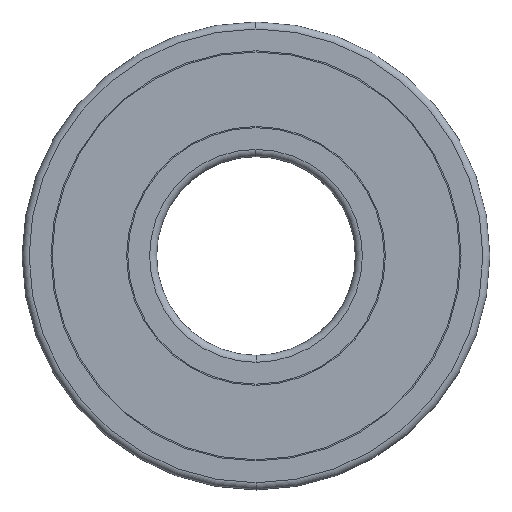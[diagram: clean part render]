
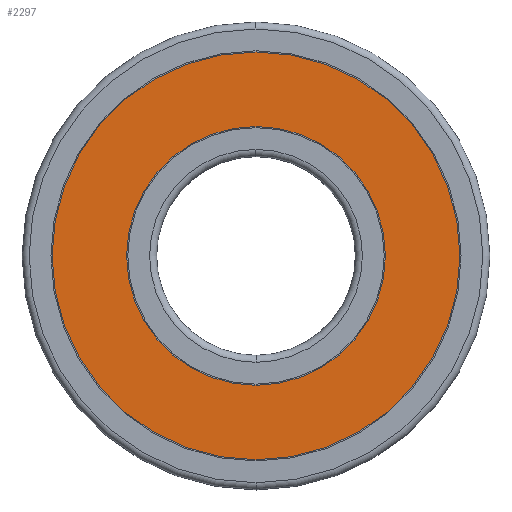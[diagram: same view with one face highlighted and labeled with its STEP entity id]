
A CAD part, top view. The second image highlights one B-rep face of the part: STEP entity #2297.
In plain terms, the highlighted planar face has unit normal (0, 0, 1).
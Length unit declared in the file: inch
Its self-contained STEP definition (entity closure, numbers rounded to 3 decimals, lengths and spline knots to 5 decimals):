
#3 = DIRECTION ( 'NONE',  ( 0., 1., 0. ) ) ;
#16 = ORIENTED_EDGE ( 'NONE', *, *, #922, .F. ) ;
#25 = CIRCLE ( 'NONE', #1450, 0.68645 ) ;
#51 = ORIENTED_EDGE ( 'NONE', *, *, #1738, .F. ) ;
#274 = CARTESIAN_POINT ( 'NONE',  ( 0., 0.68645, 0.22913 ) ) ;
#338 = VERTEX_POINT ( 'NONE', #1280 ) ;
#425 = VERTEX_POINT ( 'NONE', #2148 ) ;
#455 = DIRECTION ( 'NONE',  ( 0., -1., 0. ) ) ;
#504 = AXIS2_PLACEMENT_3D ( 'NONE', #1816, #1256, #1795 ) ;
#547 = DIRECTION ( 'NONE',  ( 0., -1., 0. ) ) ;
#558 = CARTESIAN_POINT ( 'NONE',  ( 0., 0., 0.22913 ) ) ;
#562 = ORIENTED_EDGE ( 'NONE', *, *, #1584, .F. ) ;
#568 = CARTESIAN_POINT ( 'NONE',  ( 0., -0.4356, 0.22913 ) ) ;
#595 = DIRECTION ( 'NONE',  ( 0., 1., 0. ) ) ;
#655 = DIRECTION ( 'NONE',  ( 0., 0., -1. ) ) ;
#670 = CIRCLE ( 'NONE', #2424, 0.4356 ) ;
#746 = CIRCLE ( 'NONE', #2170, 0.4356 ) ;
#843 = EDGE_CURVE ( 'NONE', #1945, #338, #25, .T. ) ;
#861 = CARTESIAN_POINT ( 'NONE',  ( 0., 0., 0.22913 ) ) ;
#922 = EDGE_CURVE ( 'NONE', #425, #1674, #746, .T. ) ;
#937 = EDGE_LOOP ( 'NONE', ( #2060, #562 ) ) ;
#1079 = FACE_BOUND ( 'NONE', #2412, .T. ) ;
#1087 = AXIS2_PLACEMENT_3D ( 'NONE', #861, #655, #455 ) ;
#1256 = DIRECTION ( 'NONE',  ( 0., 0., -1. ) ) ;
#1280 = CARTESIAN_POINT ( 'NONE',  ( 0., -0.68645, 0.22913 ) ) ;
#1450 = AXIS2_PLACEMENT_3D ( 'NONE', #1742, #1707, #595 ) ;
#1533 = DIRECTION ( 'NONE',  ( 0., 0., 1. ) ) ;
#1534 = DIRECTION ( 'NONE',  ( 0., 0., 1. ) ) ;
#1584 = EDGE_CURVE ( 'NONE', #338, #1945, #2005, .T. ) ;
#1674 = VERTEX_POINT ( 'NONE', #568 ) ;
#1707 = DIRECTION ( 'NONE',  ( 0., 0., -1. ) ) ;
#1738 = EDGE_CURVE ( 'NONE', #1674, #425, #670, .T. ) ;
#1742 = CARTESIAN_POINT ( 'NONE',  ( 0., 0., 0.22913 ) ) ;
#1795 = DIRECTION ( 'NONE',  ( 0., -1., 0. ) ) ;
#1816 = CARTESIAN_POINT ( 'NONE',  ( 0., 0., 0.22913 ) ) ;
#1925 = CARTESIAN_POINT ( 'NONE',  ( 0., 0., 0.22913 ) ) ;
#1945 = VERTEX_POINT ( 'NONE', #274 ) ;
#1977 = PLANE ( 'NONE',  #504 ) ;
#2005 = CIRCLE ( 'NONE', #1087, 0.68645 ) ;
#2060 = ORIENTED_EDGE ( 'NONE', *, *, #843, .F. ) ;
#2148 = CARTESIAN_POINT ( 'NONE',  ( 0., 0.4356, 0.22913 ) ) ;
#2170 = AXIS2_PLACEMENT_3D ( 'NONE', #1925, #1534, #3 ) ;
#2181 = FACE_OUTER_BOUND ( 'NONE', #937, .T. ) ;
#2297 = ADVANCED_FACE ( 'NONE', ( #1079, #2181 ), #1977, .F. ) ;
#2412 = EDGE_LOOP ( 'NONE', ( #16, #51 ) ) ;
#2424 = AXIS2_PLACEMENT_3D ( 'NONE', #558, #1533, #547 ) ;
